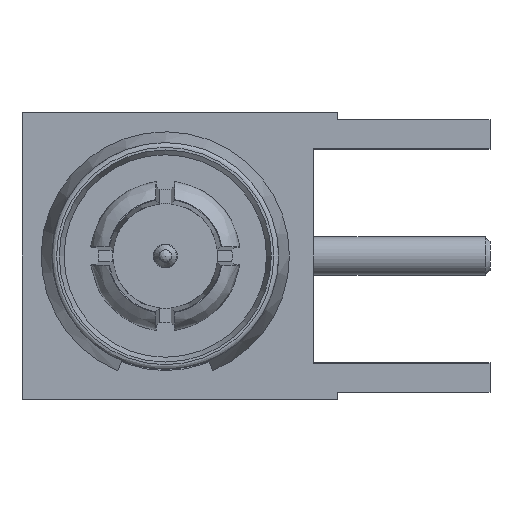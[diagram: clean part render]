
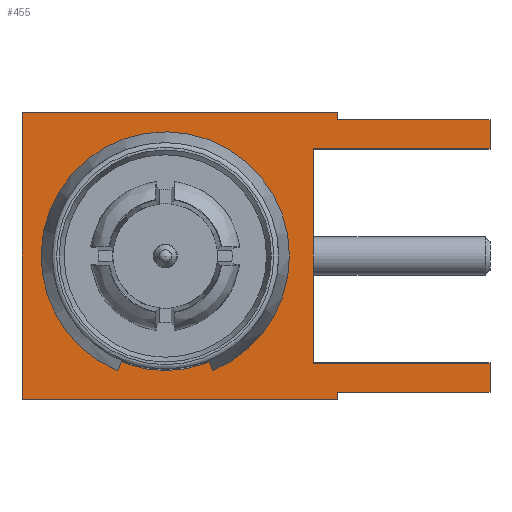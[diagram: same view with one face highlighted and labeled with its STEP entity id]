
A CAD part, left-side view. The second image highlights one B-rep face of the part: STEP entity #455.
In plain terms, the highlighted planar face has unit normal (-1, 0, 0).
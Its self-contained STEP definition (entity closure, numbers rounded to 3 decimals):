
#211=LINE('',#2392,#315);
#214=LINE('',#2398,#318);
#219=LINE('',#2410,#323);
#226=LINE('',#2423,#330);
#227=LINE('',#2425,#331);
#229=LINE('',#2429,#333);
#259=LINE('',#2487,#363);
#263=LINE('',#2495,#367);
#264=LINE('',#2497,#368);
#270=LINE('',#2509,#374);
#272=LINE('',#2513,#376);
#273=LINE('',#2515,#377);
#315=VECTOR('',#1794,1.);
#318=VECTOR('',#1799,1.);
#323=VECTOR('',#1806,1.);
#330=VECTOR('',#1817,1.);
#331=VECTOR('',#1820,1.);
#333=VECTOR('',#1824,1.);
#363=VECTOR('',#1874,1.);
#367=VECTOR('',#1880,1.);
#368=VECTOR('',#1883,1.);
#374=VECTOR('',#1893,1.);
#376=VECTOR('',#1897,1.);
#377=VECTOR('',#1898,1.);
#455=ADVANCED_FACE('',(#552,#553),#512,.T.);
#512=PLANE('',#1536);
#552=FACE_BOUND('',#655,.T.);
#553=FACE_BOUND('',#656,.T.);
#655=EDGE_LOOP('',(#1002));
#656=EDGE_LOOP('',(#1003,#1004,#1005,#1006,#1007,#1008,#1009,#1010,#1011,
#1012,#1013,#1014));
#1002=ORIENTED_EDGE('',*,*,#1271,.T.);
#1003=ORIENTED_EDGE('',*,*,#1347,.T.);
#1004=ORIENTED_EDGE('',*,*,#1345,.T.);
#1005=ORIENTED_EDGE('',*,*,#1339,.T.);
#1006=ORIENTED_EDGE('',*,*,#1338,.F.);
#1007=ORIENTED_EDGE('',*,*,#1334,.F.);
#1008=ORIENTED_EDGE('',*,*,#1286,.T.);
#1009=ORIENTED_EDGE('',*,*,#1304,.F.);
#1010=ORIENTED_EDGE('',*,*,#1302,.F.);
#1011=ORIENTED_EDGE('',*,*,#1301,.T.);
#1012=ORIENTED_EDGE('',*,*,#1289,.T.);
#1013=ORIENTED_EDGE('',*,*,#1294,.T.);
#1014=ORIENTED_EDGE('',*,*,#1348,.F.);
#1111=VERTEX_POINT('',#2360);
#1122=VERTEX_POINT('',#2390);
#1124=VERTEX_POINT('',#2393);
#1126=VERTEX_POINT('',#2399);
#1127=VERTEX_POINT('',#2400);
#1130=VERTEX_POINT('',#2408);
#1135=VERTEX_POINT('',#2422);
#1136=VERTEX_POINT('',#2426);
#1155=VERTEX_POINT('',#2488);
#1156=VERTEX_POINT('',#2492);
#1158=VERTEX_POINT('',#2498);
#1162=VERTEX_POINT('',#2510);
#1163=VERTEX_POINT('',#2514);
#1271=EDGE_CURVE('',#1111,#1111,#1407,.T.);
#1286=EDGE_CURVE('',#1124,#1122,#211,.T.);
#1289=EDGE_CURVE('',#1126,#1127,#214,.T.);
#1294=EDGE_CURVE('',#1127,#1130,#219,.T.);
#1301=EDGE_CURVE('',#1135,#1126,#226,.T.);
#1302=EDGE_CURVE('',#1135,#1136,#227,.T.);
#1304=EDGE_CURVE('',#1136,#1122,#229,.T.);
#1334=EDGE_CURVE('',#1124,#1155,#259,.T.);
#1338=EDGE_CURVE('',#1155,#1156,#263,.T.);
#1339=EDGE_CURVE('',#1158,#1156,#264,.T.);
#1345=EDGE_CURVE('',#1162,#1158,#270,.T.);
#1347=EDGE_CURVE('',#1163,#1162,#272,.T.);
#1348=EDGE_CURVE('',#1163,#1130,#273,.T.);
#1407=CIRCLE('',#1509,2.4);
#1509=AXIS2_PLACEMENT_3D('',#2359,#1768,#1769);
#1536=AXIS2_PLACEMENT_3D('',#2516,#1899,#1900);
#1768=DIRECTION('',(1.,0.,0.));
#1769=DIRECTION('',(0.,-1.,0.));
#1794=DIRECTION('',(0.,0.,-1.));
#1799=DIRECTION('',(0.,0.,1.));
#1806=DIRECTION('',(0.,1.,0.));
#1817=DIRECTION('',(0.,-1.,0.));
#1820=DIRECTION('',(0.,0.,-1.));
#1824=DIRECTION('',(0.,1.,0.));
#1874=DIRECTION('',(0.,-1.,0.));
#1880=DIRECTION('',(0.,0.,-1.));
#1883=DIRECTION('',(0.,1.,0.));
#1893=DIRECTION('',(0.,0.,1.));
#1897=DIRECTION('',(0.,-1.,0.));
#1898=DIRECTION('',(0.,0.,-1.));
#1899=DIRECTION('',(-1.,0.,0.));
#1900=DIRECTION('',(0.,-1.,0.));
#2359=CARTESIAN_POINT('',(25.418,30.636,-0.412));
#2360=CARTESIAN_POINT('',(25.418,28.236,-0.412));
#2390=CARTESIAN_POINT('',(25.418,33.636,-3.412));
#2392=CARTESIAN_POINT('',(25.418,33.636,2.588));
#2393=CARTESIAN_POINT('',(25.418,33.636,2.588));
#2398=CARTESIAN_POINT('',(25.418,23.836,-3.262));
#2399=CARTESIAN_POINT('',(25.418,23.836,-3.262));
#2400=CARTESIAN_POINT('',(25.418,23.836,-2.662));
#2408=CARTESIAN_POINT('',(25.418,27.536,-2.662));
#2410=CARTESIAN_POINT('',(25.418,23.836,-2.662));
#2422=CARTESIAN_POINT('',(25.418,27.036,-3.262));
#2423=CARTESIAN_POINT('',(25.418,27.036,-3.262));
#2425=CARTESIAN_POINT('',(25.418,27.036,-3.262));
#2426=CARTESIAN_POINT('',(25.418,27.036,-3.412));
#2429=CARTESIAN_POINT('',(25.418,27.036,-3.412));
#2487=CARTESIAN_POINT('',(25.418,33.636,2.588));
#2488=CARTESIAN_POINT('',(25.418,27.036,2.588));
#2492=CARTESIAN_POINT('',(25.418,27.036,2.438));
#2495=CARTESIAN_POINT('',(25.418,27.036,2.588));
#2497=CARTESIAN_POINT('',(25.418,23.836,2.438));
#2498=CARTESIAN_POINT('',(25.418,23.836,2.438));
#2509=CARTESIAN_POINT('',(25.418,23.836,1.838));
#2510=CARTESIAN_POINT('',(25.418,23.836,1.838));
#2513=CARTESIAN_POINT('',(25.418,27.536,1.838));
#2514=CARTESIAN_POINT('',(25.418,27.536,1.838));
#2515=CARTESIAN_POINT('',(25.418,27.536,1.838));
#2516=CARTESIAN_POINT('',(25.418,33.736,-3.512));
